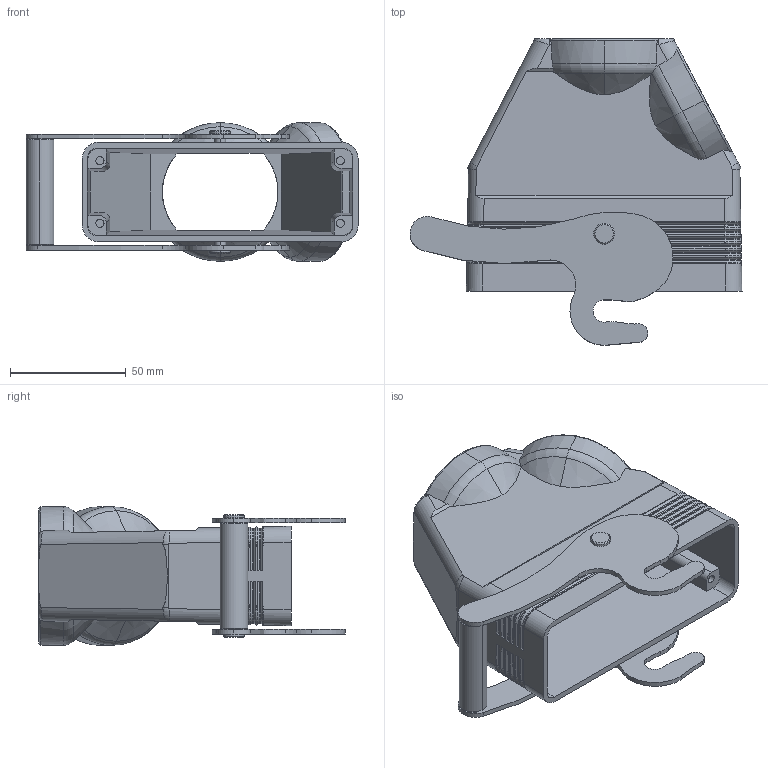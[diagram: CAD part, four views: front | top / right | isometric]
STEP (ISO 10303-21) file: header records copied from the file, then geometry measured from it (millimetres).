
FILE_DESCRIPTION(('CoCreate Modeling STEP Export'),'2;1');
FILE_NAME('MIV 24 YX50.stp','2009-12-18T15:09:08',(''),(''),'CoCreate Modeling STEP processor for AP214 (Solid Model)','CoCreate Modeling 16.00A 16-Aug-2008 (C) Parametric Technology GmbH','');
FILE_SCHEMA(('AUTOMOTIVE_DESIGN { 1 0 10303 214 1 1 1 1 }'));
Length unit declared in the file: millimetre
Products named in the file (3): H; L; MIV_24_YX50
Assembly tree (2 placements, depth 2):
  MIV_24_YX50
    L
    H
Bounding box: 143.62 x 132.56 x 60 mm (x, y, z)
Volume: 122578.6 mm3; surface area: 80731.2 mm2
Topology: 2 solids, 2 shells, 618 faces, 1732 edges, 1128 vertices
Faces by surface type: cylinder 241, plane 212, cone 84, revolution 52, bspline 18, torus 11
Entity records: 33850 total; most frequent: CARTESIAN_POINT 15463, ORIENTED_EDGE 3456, DIRECTION 2193, EDGE_CURVE 1728, VERTEX_POINT 1126, AXIS2_PLACEMENT_3D 743, VECTOR 655, LINE 655
